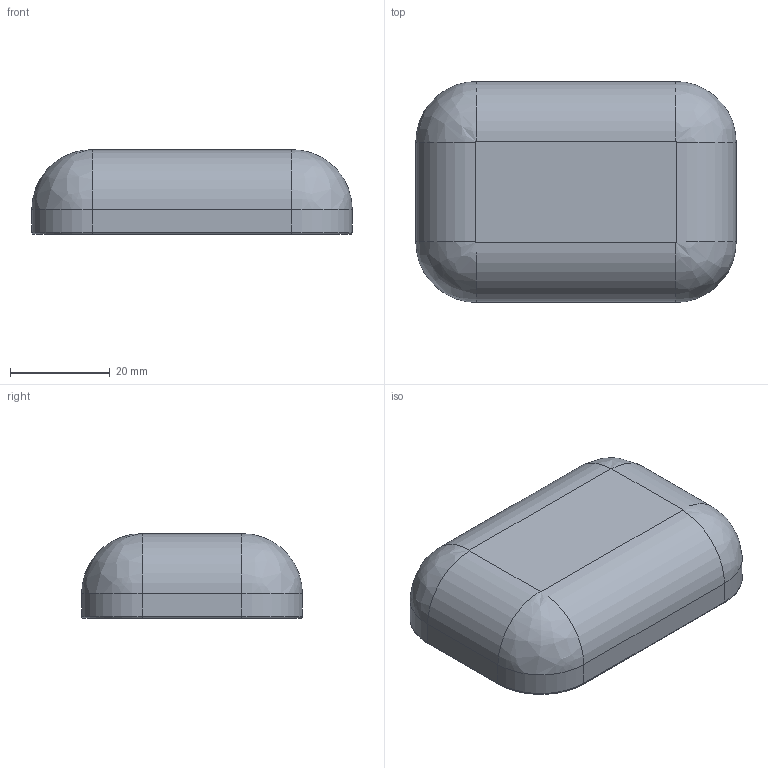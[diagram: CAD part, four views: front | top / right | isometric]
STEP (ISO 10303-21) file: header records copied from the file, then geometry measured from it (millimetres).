
FILE_DESCRIPTION(('FreeCAD Model'),'2;1');
FILE_NAME('Open CASCADE Shape Model','2025-12-01T12:19:35',(''),(''), 'Open CASCADE STEP processor 7.9','FreeCAD','Unknown');
FILE_SCHEMA(('AUTOMOTIVE_DESIGN { 1 0 10303 214 1 1 1 1 }'));
Length unit declared in the file: millimetre
Products named in the file (1): Pokrov
Bounding box: 64.4 x 44.4 x 17 mm (x, y, z)
Volume: 9253.9 mm3; surface area: 9590.8 mm2
Topology: 1 solids, 1 shells, 51 faces, 116 edges, 64 vertices
Faces by surface type: cylinder 24, plane 11, torus 8, revolution 4, offset 4
Entity records: 1518 total; most frequent: CARTESIAN_POINT 324, DIRECTION 272, ORIENTED_EDGE 224, EDGE_CURVE 112, AXIS2_PLACEMENT_3D 108, VERTEX_POINT 64, CIRCLE 64, FACE_BOUND 52
